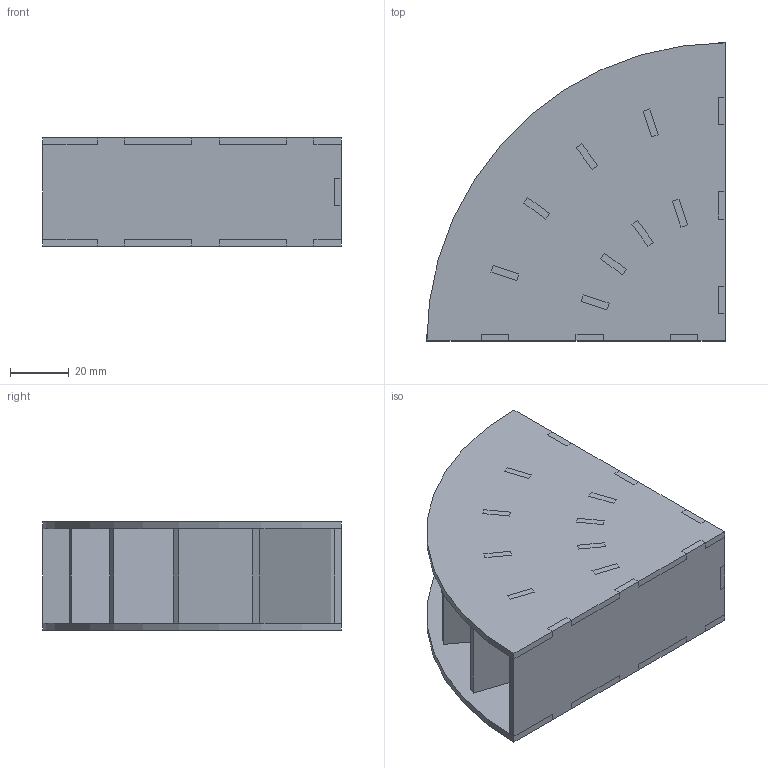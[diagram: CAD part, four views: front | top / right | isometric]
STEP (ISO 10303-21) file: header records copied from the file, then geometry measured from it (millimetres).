
FILE_DESCRIPTION(('FreeCAD Model'),'2;1');
FILE_NAME('Open CASCADE Shape Model','2025-05-09T10:39:38',('FreeCAD'),( 'FreeCAD'),'Open CASCADE STEP processor 7.6','FreeCAD','Unknown');
FILE_SCHEMA(('AUTOMOTIVE_DESIGN { 1 0 10303 214 1 1 1 1 }'));
Length unit declared in the file: millimetre
Products named in the file (1): Open CASCADE STEP translator 7.6 1
Bounding box: 101.13 x 101.13 x 36.78 mm (x, y, z)
Volume: 74996.4 mm3; surface area: 71461 mm2
Topology: 8 solids, 8 shells, 278 faces, 786 edges, 524 vertices
Faces by surface type: bspline 278
Entity records: 8086 total; most frequent: CARTESIAN_POINT 3217, ORIENTED_EDGE 1572, EDGE_CURVE 786, B_SPLINE_CURVE_WITH_KNOTS 782, VERTEX_POINT 524, FACE_BOUND 310, EDGE_LOOP 310, ADVANCED_FACE 278
